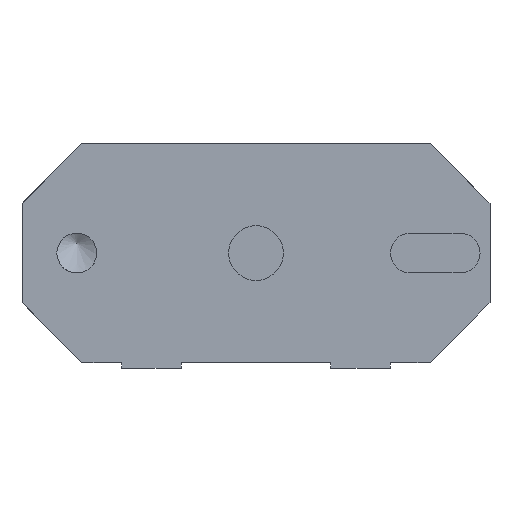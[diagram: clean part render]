
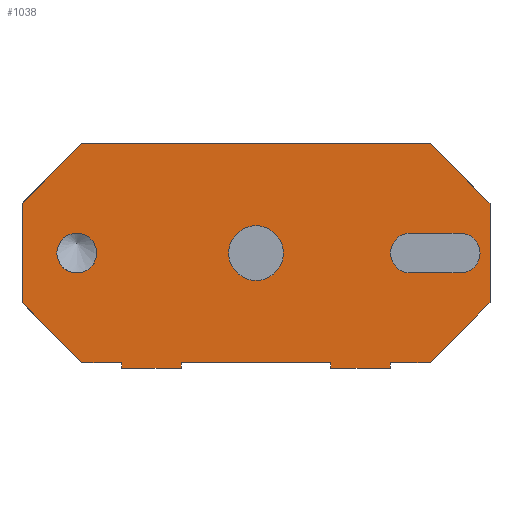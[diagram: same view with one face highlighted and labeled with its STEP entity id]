
A CAD part, front view. The second image highlights one B-rep face of the part: STEP entity #1038.
In plain terms, the highlighted planar face has unit normal (0, -1, 0).
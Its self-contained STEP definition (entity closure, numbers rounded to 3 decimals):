
#22=FACE_BOUND('',#164,.T.);
#23=FACE_BOUND('',#165,.T.);
#24=FACE_BOUND('',#166,.T.);
#66=CIRCLE('',#1136,2.);
#67=CIRCLE('',#1137,2.);
#68=CIRCLE('',#1138,2.);
#69=CIRCLE('',#1139,2.);
#70=CIRCLE('',#1140,2.75);
#71=CIRCLE('',#1141,2.75);
#110=FACE_OUTER_BOUND('',#163,.T.);
#163=EDGE_LOOP('',(#755,#756,#757,#758,#759,#760,#761,#762,#763,#764,#765,
#766,#767,#768,#769,#770));
#164=EDGE_LOOP('',(#771,#772,#773,#774));
#165=EDGE_LOOP('',(#775,#776));
#166=EDGE_LOOP('',(#777,#778));
#213=LINE('',#1521,#314);
#218=LINE('',#1532,#319);
#222=LINE('',#1542,#323);
#225=LINE('',#1548,#326);
#228=LINE('',#1576,#329);
#232=LINE('',#1584,#333);
#236=LINE('',#1591,#337);
#249=LINE('',#1640,#350);
#257=LINE('',#1664,#358);
#258=LINE('',#1665,#359);
#259=LINE('',#1666,#360);
#260=LINE('',#1667,#361);
#261=LINE('',#1668,#362);
#262=LINE('',#1669,#363);
#263=LINE('',#1670,#364);
#264=LINE('',#1671,#365);
#265=LINE('',#1674,#366);
#266=LINE('',#1678,#367);
#314=VECTOR('',#1209,10.);
#319=VECTOR('',#1216,10.);
#323=VECTOR('',#1224,8.);
#326=VECTOR('',#1229,8.485);
#329=VECTOR('',#1254,4.);
#333=VECTOR('',#1258,15.);
#337=VECTOR('',#1262,4.);
#350=VECTOR('',#1303,8.);
#358=VECTOR('',#1323,35.);
#359=VECTOR('',#1324,8.485);
#360=VECTOR('',#1325,0.58);
#361=VECTOR('',#1326,0.58);
#362=VECTOR('',#1327,0.58);
#363=VECTOR('',#1328,0.58);
#364=VECTOR('',#1329,8.485);
#365=VECTOR('',#1330,8.485);
#366=VECTOR('',#1331,5.);
#367=VECTOR('',#1334,5.);
#415=VERTEX_POINT('',#1518);
#416=VERTEX_POINT('',#1520);
#420=VERTEX_POINT('',#1529);
#421=VERTEX_POINT('',#1531);
#422=VERTEX_POINT('',#1535);
#425=VERTEX_POINT('',#1540);
#427=VERTEX_POINT('',#1546);
#440=VERTEX_POINT('',#1573);
#441=VERTEX_POINT('',#1575);
#444=VERTEX_POINT('',#1581);
#445=VERTEX_POINT('',#1583);
#448=VERTEX_POINT('',#1589);
#469=VERTEX_POINT('',#1637);
#470=VERTEX_POINT('',#1639);
#479=VERTEX_POINT('',#1662);
#480=VERTEX_POINT('',#1663);
#481=VERTEX_POINT('',#1672);
#482=VERTEX_POINT('',#1673);
#483=VERTEX_POINT('',#1675);
#484=VERTEX_POINT('',#1677);
#485=VERTEX_POINT('',#1680);
#486=VERTEX_POINT('',#1681);
#487=VERTEX_POINT('',#1684);
#488=VERTEX_POINT('',#1685);
#523=EDGE_CURVE('',#415,#416,#213,.T.);
#528=EDGE_CURVE('',#420,#421,#218,.T.);
#533=EDGE_CURVE('',#422,#425,#222,.T.);
#536=EDGE_CURVE('',#425,#427,#225,.T.);
#549=EDGE_CURVE('',#441,#440,#228,.T.);
#553=EDGE_CURVE('',#445,#444,#232,.T.);
#557=EDGE_CURVE('',#427,#448,#236,.T.);
#581=EDGE_CURVE('',#469,#470,#249,.T.);
#592=EDGE_CURVE('',#479,#480,#257,.T.);
#593=EDGE_CURVE('',#479,#422,#258,.F.);
#594=EDGE_CURVE('',#421,#448,#259,.T.);
#595=EDGE_CURVE('',#420,#445,#260,.T.);
#596=EDGE_CURVE('',#416,#444,#261,.T.);
#597=EDGE_CURVE('',#415,#441,#262,.T.);
#598=EDGE_CURVE('',#440,#470,#263,.T.);
#599=EDGE_CURVE('',#469,#480,#264,.F.);
#600=EDGE_CURVE('',#481,#482,#265,.T.);
#601=EDGE_CURVE('',#483,#481,#66,.T.);
#602=EDGE_CURVE('',#484,#483,#266,.T.);
#603=EDGE_CURVE('',#482,#484,#67,.T.);
#604=EDGE_CURVE('',#485,#486,#68,.T.);
#605=EDGE_CURVE('',#486,#485,#69,.T.);
#606=EDGE_CURVE('',#487,#488,#70,.T.);
#607=EDGE_CURVE('',#488,#487,#71,.T.);
#755=ORIENTED_EDGE('',*,*,#592,.F.);
#756=ORIENTED_EDGE('',*,*,#593,.T.);
#757=ORIENTED_EDGE('',*,*,#533,.T.);
#758=ORIENTED_EDGE('',*,*,#536,.T.);
#759=ORIENTED_EDGE('',*,*,#557,.T.);
#760=ORIENTED_EDGE('',*,*,#594,.F.);
#761=ORIENTED_EDGE('',*,*,#528,.F.);
#762=ORIENTED_EDGE('',*,*,#595,.T.);
#763=ORIENTED_EDGE('',*,*,#553,.T.);
#764=ORIENTED_EDGE('',*,*,#596,.F.);
#765=ORIENTED_EDGE('',*,*,#523,.F.);
#766=ORIENTED_EDGE('',*,*,#597,.T.);
#767=ORIENTED_EDGE('',*,*,#549,.T.);
#768=ORIENTED_EDGE('',*,*,#598,.T.);
#769=ORIENTED_EDGE('',*,*,#581,.F.);
#770=ORIENTED_EDGE('',*,*,#599,.T.);
#771=ORIENTED_EDGE('',*,*,#600,.F.);
#772=ORIENTED_EDGE('',*,*,#601,.F.);
#773=ORIENTED_EDGE('',*,*,#602,.F.);
#774=ORIENTED_EDGE('',*,*,#603,.F.);
#775=ORIENTED_EDGE('',*,*,#604,.F.);
#776=ORIENTED_EDGE('',*,*,#605,.F.);
#777=ORIENTED_EDGE('',*,*,#606,.F.);
#778=ORIENTED_EDGE('',*,*,#607,.F.);
#1005=PLANE('',#1135);
#1038=ADVANCED_FACE('',(#110,#22,#23,#24),#1005,.F.);
#1135=AXIS2_PLACEMENT_3D('',#1661,#1321,#1322);
#1136=AXIS2_PLACEMENT_3D('',#1676,#1332,#1333);
#1137=AXIS2_PLACEMENT_3D('',#1679,#1335,#1336);
#1138=AXIS2_PLACEMENT_3D('',#1682,#1337,#1338);
#1139=AXIS2_PLACEMENT_3D('',#1683,#1339,#1340);
#1140=AXIS2_PLACEMENT_3D('',#1686,#1341,#1342);
#1141=AXIS2_PLACEMENT_3D('',#1687,#1343,#1344);
#1209=DIRECTION('',(-1.,0.,0.));
#1216=DIRECTION('',(-1.,0.,0.));
#1224=DIRECTION('',(0.,0.,-1.));
#1229=DIRECTION('',(0.707,0.,-0.707));
#1254=DIRECTION('',(1.,0.,0.));
#1258=DIRECTION('',(1.,0.,0.));
#1262=DIRECTION('',(1.,0.,0.));
#1303=DIRECTION('',(0.,0.,-1.));
#1321=DIRECTION('center_axis',(0.,1.,0.));
#1322=DIRECTION('ref_axis',(0.,0.,1.));
#1323=DIRECTION('',(1.,0.,0.));
#1324=DIRECTION('',(0.707,0.,0.707));
#1325=DIRECTION('',(0.,0.,1.));
#1326=DIRECTION('',(0.,0.,1.));
#1327=DIRECTION('',(0.,0.,1.));
#1328=DIRECTION('',(0.,0.,1.));
#1329=DIRECTION('',(0.707,0.,0.707));
#1330=DIRECTION('',(0.707,0.,-0.707));
#1331=DIRECTION('',(1.,0.,0.));
#1332=DIRECTION('center_axis',(0.,-1.,0.));
#1333=DIRECTION('ref_axis',(0.,0.,-1.));
#1334=DIRECTION('',(-1.,0.,0.));
#1335=DIRECTION('center_axis',(0.,-1.,0.));
#1336=DIRECTION('ref_axis',(0.,0.,-1.));
#1337=DIRECTION('center_axis',(0.,-1.,0.));
#1338=DIRECTION('ref_axis',(0.,0.,-1.));
#1339=DIRECTION('center_axis',(0.,-1.,0.));
#1340=DIRECTION('ref_axis',(0.,0.,-1.));
#1341=DIRECTION('center_axis',(0.,-1.,0.));
#1342=DIRECTION('ref_axis',(0.,0.,-1.));
#1343=DIRECTION('center_axis',(0.,-1.,0.));
#1344=DIRECTION('ref_axis',(0.,0.,-1.));
#1518=CARTESIAN_POINT('',(13.5,-94.,-12.589));
#1520=CARTESIAN_POINT('',(7.5,-94.,-12.589));
#1521=CARTESIAN_POINT('',(6.75,-94.,-12.589));
#1529=CARTESIAN_POINT('',(-7.5,-94.,-12.589));
#1531=CARTESIAN_POINT('',(-13.5,-94.,-12.589));
#1532=CARTESIAN_POINT('',(-3.75,-94.,-12.589));
#1535=CARTESIAN_POINT('',(-23.5,-94.,4.));
#1540=CARTESIAN_POINT('',(-23.5,-94.,-6.));
#1542=CARTESIAN_POINT('',(-23.5,-94.,4.));
#1546=CARTESIAN_POINT('',(-17.5,-94.,-12.));
#1548=CARTESIAN_POINT('',(-23.5,-94.,-6.));
#1573=CARTESIAN_POINT('',(17.5,-94.,-12.));
#1575=CARTESIAN_POINT('',(13.5,-94.,-12.));
#1576=CARTESIAN_POINT('',(13.5,-94.,-12.));
#1581=CARTESIAN_POINT('',(7.5,-94.,-12.));
#1583=CARTESIAN_POINT('',(-7.5,-94.,-12.));
#1584=CARTESIAN_POINT('',(-7.5,-94.,-12.));
#1589=CARTESIAN_POINT('',(-13.5,-94.,-12.));
#1591=CARTESIAN_POINT('',(-17.5,-94.,-12.));
#1637=CARTESIAN_POINT('',(23.5,-94.,4.));
#1639=CARTESIAN_POINT('',(23.5,-94.,-6.));
#1640=CARTESIAN_POINT('',(23.5,-94.,4.));
#1661=CARTESIAN_POINT('Origin',(23.5,-94.,10.));
#1662=CARTESIAN_POINT('',(-17.5,-94.,10.));
#1663=CARTESIAN_POINT('',(17.5,-94.,10.));
#1664=CARTESIAN_POINT('',(-17.5,-94.,10.));
#1665=CARTESIAN_POINT('',(-23.5,-94.,4.));
#1666=CARTESIAN_POINT('',(-13.5,-94.,-10.58));
#1667=CARTESIAN_POINT('',(-7.5,-94.,-10.58));
#1668=CARTESIAN_POINT('',(7.5,-94.,-10.58));
#1669=CARTESIAN_POINT('',(13.5,-94.,-10.58));
#1670=CARTESIAN_POINT('',(17.5,-94.,-12.));
#1671=CARTESIAN_POINT('',(17.5,-94.,10.));
#1672=CARTESIAN_POINT('',(15.5,-94.,-3.));
#1673=CARTESIAN_POINT('',(20.5,-94.,-3.));
#1674=CARTESIAN_POINT('',(15.5,-94.,-3.));
#1675=CARTESIAN_POINT('',(15.5,-94.,1.));
#1676=CARTESIAN_POINT('Origin',(15.5,-94.,-1.));
#1677=CARTESIAN_POINT('',(20.5,-94.,1.));
#1678=CARTESIAN_POINT('',(20.5,-94.,1.));
#1679=CARTESIAN_POINT('Origin',(20.5,-94.,-1.));
#1680=CARTESIAN_POINT('',(-18.,-94.,-3.));
#1681=CARTESIAN_POINT('',(-18.,-94.,1.));
#1682=CARTESIAN_POINT('Origin',(-18.,-94.,-1.));
#1683=CARTESIAN_POINT('Origin',(-18.,-94.,-1.));
#1684=CARTESIAN_POINT('',(0.,-94.,-3.75));
#1685=CARTESIAN_POINT('',(0.,-94.,1.75));
#1686=CARTESIAN_POINT('Origin',(0.,-94.,-1.));
#1687=CARTESIAN_POINT('Origin',(0.,-94.,-1.));
